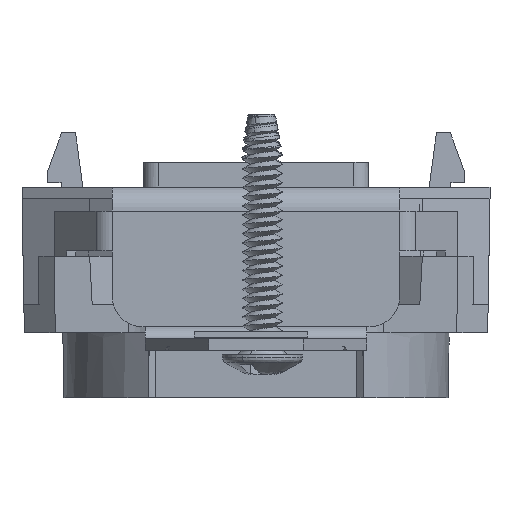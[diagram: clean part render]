
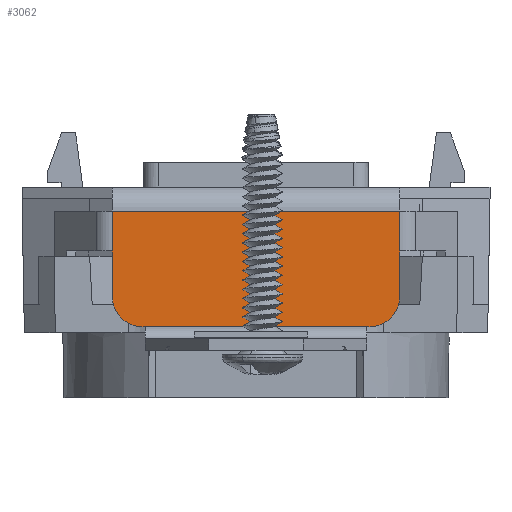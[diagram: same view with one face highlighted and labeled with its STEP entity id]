
A CAD part, front view. The second image highlights one B-rep face of the part: STEP entity #3062.
In plain terms, the highlighted planar face has unit normal (0, -1, 0).
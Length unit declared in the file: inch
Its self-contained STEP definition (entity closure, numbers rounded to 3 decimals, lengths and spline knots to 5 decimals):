
#237 = CARTESIAN_POINT ( 'NONE',  ( 0.13912, 0.16443, 2.0504 ) ) ;
#358 = PLANE ( 'NONE',  #11330 ) ;
#474 = ORIENTED_EDGE ( 'NONE', *, *, #12773, .T. ) ;
#1040 = ORIENTED_EDGE ( 'NONE', *, *, #25755, .T. ) ;
#1268 = VERTEX_POINT ( 'NONE', #21208 ) ;
#1471 = ORIENTED_EDGE ( 'NONE', *, *, #19143, .F. ) ;
#1736 = LINE ( 'NONE', #13722, #3731 ) ;
#2423 = CARTESIAN_POINT ( 'NONE',  ( 0.52412, 0.16443, 1.9504 ) ) ;
#2426 = ORIENTED_EDGE ( 'NONE', *, *, #6439, .T. ) ;
#2596 = DIRECTION ( 'NONE',  ( 1., 0., 0. ) ) ;
#2745 = EDGE_CURVE ( 'NONE', #1268, #29408, #21323, .T. ) ;
#2841 = VECTOR ( 'NONE', #9315, 39.37008 ) ;
#3062 = ADVANCED_FACE ( 'NONE', ( #18916 ), #358, .F. ) ;
#3731 = VECTOR ( 'NONE', #27311, 39.37008 ) ;
#4350 = DIRECTION ( 'NONE',  ( 1., 0., 0. ) ) ;
#4605 = EDGE_CURVE ( 'NONE', #20113, #5188, #6769, .T. ) ;
#5064 = EDGE_CURVE ( 'NONE', #29408, #12723, #20366, .T. ) ;
#5158 = DIRECTION ( 'NONE',  ( 0., 0., 1. ) ) ;
#5188 = VERTEX_POINT ( 'NONE', #21090 ) ;
#5190 = DIRECTION ( 'NONE',  ( 0., -1., 0. ) ) ;
#6439 = EDGE_CURVE ( 'NONE', #12723, #17260, #23622, .T. ) ;
#6443 = VECTOR ( 'NONE', #4350, 39.37008 ) ;
#6769 = LINE ( 'NONE', #2423, #2841 ) ;
#6888 = CARTESIAN_POINT ( 'NONE',  ( 0.52412, 0.16443, 1.9504 ) ) ;
#7432 = DIRECTION ( 'NONE',  ( 0., 0., 1. ) ) ;
#7701 = DIRECTION ( 'NONE',  ( 0., 1., 0. ) ) ;
#7739 = DIRECTION ( 'NONE',  ( 0., -1., 0. ) ) ;
#7840 = LINE ( 'NONE', #19052, #15101 ) ;
#8287 = LINE ( 'NONE', #12318, #28002 ) ;
#8304 = VERTEX_POINT ( 'NONE', #18015 ) ;
#8725 = VECTOR ( 'NONE', #23772, 39.37008 ) ;
#9315 = DIRECTION ( 'NONE',  ( 1., 0., 0. ) ) ;
#10993 = VERTEX_POINT ( 'NONE', #22585 ) ;
#11330 = AXIS2_PLACEMENT_3D ( 'NONE', #22973, #7701, #5158 ) ;
#12318 = CARTESIAN_POINT ( 'NONE',  ( 0.03912, 0.16443, 2.4214 ) ) ;
#12378 = VERTEX_POINT ( 'NONE', #25894 ) ;
#12723 = VERTEX_POINT ( 'NONE', #20521 ) ;
#12773 = EDGE_CURVE ( 'NONE', #20610, #1268, #15449, .T. ) ;
#13722 = CARTESIAN_POINT ( 'NONE',  ( 0.03912, 0.16443, 2.4214 ) ) ;
#14673 = EDGE_LOOP ( 'NONE', ( #474, #24303, #25705, #2426, #1471, #22985, #27801, #1040, #28836, #21272 ) ) ;
#15101 = VECTOR ( 'NONE', #2596, 39.37008 ) ;
#15378 = EDGE_CURVE ( 'NONE', #12378, #10993, #8287, .T. ) ;
#15449 = LINE ( 'NONE', #6888, #6443 ) ;
#15594 = DIRECTION ( 'NONE',  ( 0., 0., 1. ) ) ;
#16166 = CARTESIAN_POINT ( 'NONE',  ( 0.13912, 0.16443, 1.9504 ) ) ;
#17227 = VECTOR ( 'NONE', #15594, 39.37008 ) ;
#17260 = VERTEX_POINT ( 'NONE', #21518 ) ;
#18006 = VECTOR ( 'NONE', #18868, 39.37008 ) ;
#18015 = CARTESIAN_POINT ( 'NONE',  ( 0.03912, 0.16443, 2.0504 ) ) ;
#18503 = CARTESIAN_POINT ( 'NONE',  ( 1.00912, 0.16443, 2.0504 ) ) ;
#18845 = CARTESIAN_POINT ( 'NONE',  ( 1.00912, 0.16443, 2.2054 ) ) ;
#18868 = DIRECTION ( 'NONE',  ( 1., 0., 0. ) ) ;
#18916 = FACE_OUTER_BOUND ( 'NONE', #14673, .T. ) ;
#18927 = AXIS2_PLACEMENT_3D ( 'NONE', #21354, #7739, #7432 ) ;
#19052 = CARTESIAN_POINT ( 'NONE',  ( 1.00912, 0.16443, 2.3404 ) ) ;
#19102 = DIRECTION ( 'NONE',  ( 0., 0., 1. ) ) ;
#19143 = EDGE_CURVE ( 'NONE', #12378, #17260, #7840, .T. ) ;
#20113 = VERTEX_POINT ( 'NONE', #16166 ) ;
#20207 = DIRECTION ( 'NONE',  ( 0., 0., -1. ) ) ;
#20366 = LINE ( 'NONE', #29621, #17227 ) ;
#20521 = CARTESIAN_POINT ( 'NONE',  ( 1.00912, 0.16443, 2.2054 ) ) ;
#20610 = VERTEX_POINT ( 'NONE', #21337 ) ;
#21090 = CARTESIAN_POINT ( 'NONE',  ( 0.15099, 0.16443, 1.9504 ) ) ;
#21119 = LINE ( 'NONE', #27437, #18006 ) ;
#21208 = CARTESIAN_POINT ( 'NONE',  ( 0.90912, 0.16443, 1.9504 ) ) ;
#21272 = ORIENTED_EDGE ( 'NONE', *, *, #23944, .T. ) ;
#21323 = CIRCLE ( 'NONE', #18927, 0.1 ) ;
#21337 = CARTESIAN_POINT ( 'NONE',  ( 0.89725, 0.16443, 1.9504 ) ) ;
#21354 = CARTESIAN_POINT ( 'NONE',  ( 0.90912, 0.16443, 2.0504 ) ) ;
#21518 = CARTESIAN_POINT ( 'NONE',  ( 1.00912, 0.16443, 2.3404 ) ) ;
#22585 = CARTESIAN_POINT ( 'NONE',  ( 0.03912, 0.16443, 2.2054 ) ) ;
#22672 = EDGE_CURVE ( 'NONE', #10993, #8304, #1736, .T. ) ;
#22973 = CARTESIAN_POINT ( 'NONE',  ( 0.52412, 0.16443, 2.4214 ) ) ;
#22985 = ORIENTED_EDGE ( 'NONE', *, *, #15378, .T. ) ;
#23548 = CIRCLE ( 'NONE', #23566, 0.1 ) ;
#23566 = AXIS2_PLACEMENT_3D ( 'NONE', #237, #5190, #19102 ) ;
#23622 = LINE ( 'NONE', #18845, #8725 ) ;
#23772 = DIRECTION ( 'NONE',  ( 0., 0., 1. ) ) ;
#23944 = EDGE_CURVE ( 'NONE', #5188, #20610, #21119, .T. ) ;
#24303 = ORIENTED_EDGE ( 'NONE', *, *, #2745, .T. ) ;
#25705 = ORIENTED_EDGE ( 'NONE', *, *, #5064, .T. ) ;
#25755 = EDGE_CURVE ( 'NONE', #8304, #20113, #23548, .T. ) ;
#25894 = CARTESIAN_POINT ( 'NONE',  ( 0.03912, 0.16443, 2.3404 ) ) ;
#27311 = DIRECTION ( 'NONE',  ( 0., 0., -1. ) ) ;
#27437 = CARTESIAN_POINT ( 'NONE',  ( 0.52412, 0.16443, 1.9504 ) ) ;
#27801 = ORIENTED_EDGE ( 'NONE', *, *, #22672, .T. ) ;
#28002 = VECTOR ( 'NONE', #20207, 39.37008 ) ;
#28836 = ORIENTED_EDGE ( 'NONE', *, *, #4605, .T. ) ;
#29408 = VERTEX_POINT ( 'NONE', #18503 ) ;
#29621 = CARTESIAN_POINT ( 'NONE',  ( 1.00912, 0.16443, 2.4214 ) ) ;
